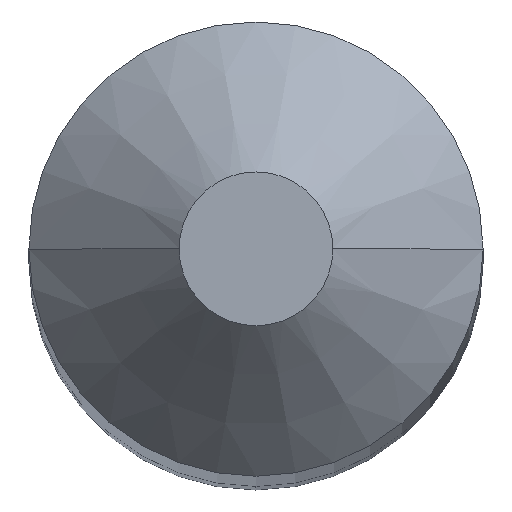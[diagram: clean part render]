
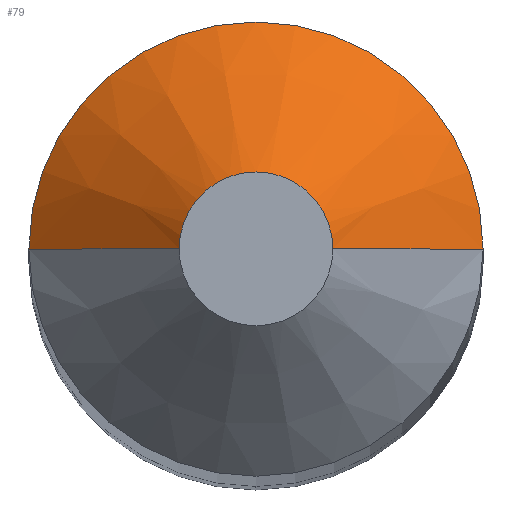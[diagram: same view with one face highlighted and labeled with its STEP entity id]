
A CAD part, top view. The second image highlights one B-rep face of the part: STEP entity #79.
In plain terms, the highlighted conical face has half-angle 45 degrees and reference radius 1.2 mm.
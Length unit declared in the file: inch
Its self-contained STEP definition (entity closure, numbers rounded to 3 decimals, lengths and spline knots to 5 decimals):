
#21 = DIRECTION ( 'NONE',  ( 0., 0., -1. ) ) ;
#37 = VERTEX_POINT ( 'NONE', #389 ) ;
#38 = EDGE_CURVE ( 'NONE', #97, #37, #161, .T. ) ;
#40 = DIRECTION ( 'NONE',  ( 1., 0., 0. ) ) ;
#43 = AXIS2_PLACEMENT_3D ( 'NONE', #353, #144, #108 ) ;
#60 = CARTESIAN_POINT ( 'NONE',  ( 0., 0., 0. ) ) ;
#62 = EDGE_CURVE ( 'NONE', #132, #37, #218, .T. ) ;
#79 = ADVANCED_FACE ( 'NONE', ( #262 ), #124, .T. ) ;
#87 = DIRECTION ( 'NONE',  ( -1., 0., 0. ) ) ;
#90 = CIRCLE ( 'NONE', #228, 0.016 ) ;
#94 = VERTEX_POINT ( 'NONE', #293 ) ;
#97 = VERTEX_POINT ( 'NONE', #284 ) ;
#98 = DIRECTION ( 'NONE',  ( 0., 0., 1. ) ) ;
#104 = ORIENTED_EDGE ( 'NONE', *, *, #62, .F. ) ;
#108 = DIRECTION ( 'NONE',  ( 1., 0., 0. ) ) ;
#110 = DIRECTION ( 'NONE',  ( 0.707, 0., -0.707 ) ) ;
#114 = CARTESIAN_POINT ( 'NONE',  ( 0., 0., -0.03125 ) ) ;
#117 = CARTESIAN_POINT ( 'NONE',  ( -0.016, 0., 0. ) ) ;
#120 = EDGE_CURVE ( 'NONE', #94, #97, #288, .T. ) ;
#122 = VECTOR ( 'NONE', #110, 39.37008 ) ;
#124 = CONICAL_SURFACE ( 'NONE', #387, 0.04725, 0.785 ) ;
#132 = VERTEX_POINT ( 'NONE', #117 ) ;
#142 = EDGE_CURVE ( 'NONE', #94, #132, #90, .T. ) ;
#144 = DIRECTION ( 'NONE',  ( 0., 0., 1. ) ) ;
#161 = CIRCLE ( 'NONE', #43, 0.04725 ) ;
#181 = ORIENTED_EDGE ( 'NONE', *, *, #142, .F. ) ;
#214 = ORIENTED_EDGE ( 'NONE', *, *, #38, .T. ) ;
#218 = LINE ( 'NONE', #223, #377 ) ;
#223 = CARTESIAN_POINT ( 'NONE',  ( -0.04725, 0., -0.03125 ) ) ;
#228 = AXIS2_PLACEMENT_3D ( 'NONE', #60, #98, #40 ) ;
#262 = FACE_OUTER_BOUND ( 'NONE', #363, .T. ) ;
#264 = DIRECTION ( 'NONE',  ( -0.707, 0., -0.707 ) ) ;
#284 = CARTESIAN_POINT ( 'NONE',  ( 0.04725, 0., -0.03125 ) ) ;
#288 = LINE ( 'NONE', #384, #122 ) ;
#293 = CARTESIAN_POINT ( 'NONE',  ( 0.016, 0., 0. ) ) ;
#353 = CARTESIAN_POINT ( 'NONE',  ( 0., 0., -0.03125 ) ) ;
#363 = EDGE_LOOP ( 'NONE', ( #181, #373, #214, #104 ) ) ;
#373 = ORIENTED_EDGE ( 'NONE', *, *, #120, .T. ) ;
#377 = VECTOR ( 'NONE', #264, 39.37008 ) ;
#384 = CARTESIAN_POINT ( 'NONE',  ( 0.04725, 0., -0.03125 ) ) ;
#387 = AXIS2_PLACEMENT_3D ( 'NONE', #114, #21, #87 ) ;
#389 = CARTESIAN_POINT ( 'NONE',  ( -0.04725, 0., -0.03125 ) ) ;
